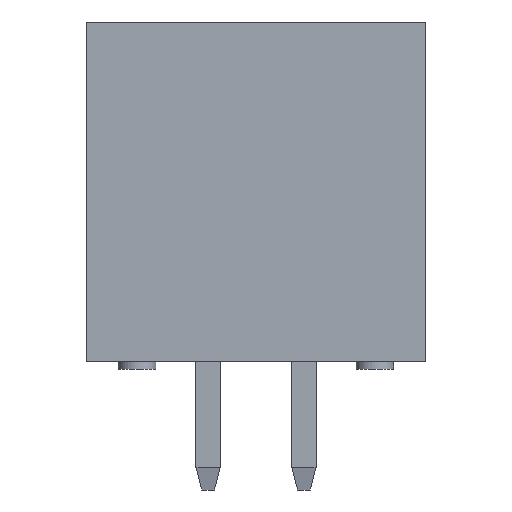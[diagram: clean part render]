
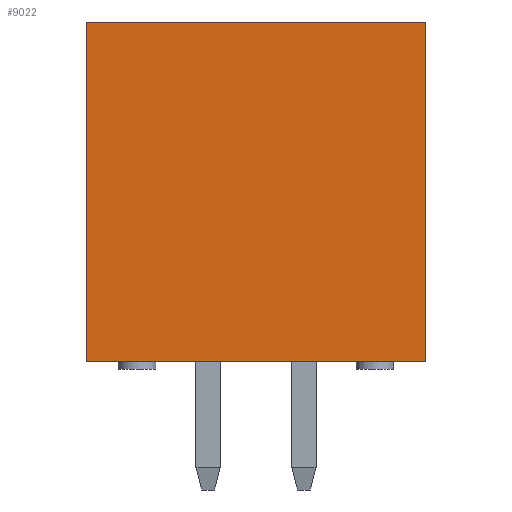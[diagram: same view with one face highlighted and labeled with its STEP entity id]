
A CAD part, left-side view. The second image highlights one B-rep face of the part: STEP entity #9022.
In plain terms, the highlighted planar face has unit normal (-1, 0, 0).
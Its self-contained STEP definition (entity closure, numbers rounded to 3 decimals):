
#8170 = PLANE('',#8171);
#8171 = AXIS2_PLACEMENT_3D('',#8172,#8173,#8174);
#8172 = CARTESIAN_POINT('',(-10.2,-4.5,9.2));
#8173 = DIRECTION('',(0.,0.,1.));
#8174 = DIRECTION('',(1.,0.,0.));
#8210 = PLANE('',#8211);
#8211 = AXIS2_PLACEMENT_3D('',#8212,#8213,#8214);
#8212 = CARTESIAN_POINT('',(-10.2,-4.5,0.2));
#8213 = DIRECTION('',(0.,1.,0.));
#8214 = DIRECTION('',(0.,0.,1.));
#8251 = VERTEX_POINT('',#8252);
#8252 = CARTESIAN_POINT('',(-10.2,4.5,9.2));
#8266 = PLANE('',#8267);
#8267 = AXIS2_PLACEMENT_3D('',#8268,#8269,#8270);
#8268 = CARTESIAN_POINT('',(-10.2,4.5,0.2));
#8269 = DIRECTION('',(0.,1.,0.));
#8270 = DIRECTION('',(0.,0.,1.));
#8278 = EDGE_CURVE('',#8279,#8251,#8281,.T.);
#8279 = VERTEX_POINT('',#8280);
#8280 = CARTESIAN_POINT('',(-10.2,-4.5,9.2));
#8281 = SURFACE_CURVE('',#8282,(#8286,#8293),.PCURVE_S1.);
#8282 = LINE('',#8283,#8284);
#8283 = CARTESIAN_POINT('',(-10.2,-4.5,9.2));
#8284 = VECTOR('',#8285,1.);
#8285 = DIRECTION('',(0.,1.,0.));
#8286 = PCURVE('',#8170,#8287);
#8287 = DEFINITIONAL_REPRESENTATION('',(#8288),#8292);
#8288 = LINE('',#8289,#8290);
#8289 = CARTESIAN_POINT('',(0.,0.));
#8290 = VECTOR('',#8291,1.);
#8291 = DIRECTION('',(0.,1.));
#8292 = ( GEOMETRIC_REPRESENTATION_CONTEXT(2) 
PARAMETRIC_REPRESENTATION_CONTEXT() REPRESENTATION_CONTEXT('2D SPACE',''
  ) );
#8293 = PCURVE('',#8294,#8299);
#8294 = PLANE('',#8295);
#8295 = AXIS2_PLACEMENT_3D('',#8296,#8297,#8298);
#8296 = CARTESIAN_POINT('',(-10.2,-4.5,0.2));
#8297 = DIRECTION('',(1.,0.,0.));
#8298 = DIRECTION('',(0.,0.,1.));
#8299 = DEFINITIONAL_REPRESENTATION('',(#8300),#8304);
#8300 = LINE('',#8301,#8302);
#8301 = CARTESIAN_POINT('',(9.,0.));
#8302 = VECTOR('',#8303,1.);
#8303 = DIRECTION('',(0.,-1.));
#8304 = ( GEOMETRIC_REPRESENTATION_CONTEXT(2) 
PARAMETRIC_REPRESENTATION_CONTEXT() REPRESENTATION_CONTEXT('2D SPACE',''
  ) );
#8671 = VERTEX_POINT('',#8672);
#8672 = CARTESIAN_POINT('',(-10.2,-4.5,0.2));
#8686 = PLANE('',#8687);
#8687 = AXIS2_PLACEMENT_3D('',#8688,#8689,#8690);
#8688 = CARTESIAN_POINT('',(-10.2,-4.5,0.2));
#8689 = DIRECTION('',(0.,0.,1.));
#8690 = DIRECTION('',(1.,0.,0.));
#8698 = EDGE_CURVE('',#8671,#8279,#8699,.T.);
#8699 = SURFACE_CURVE('',#8700,(#8704,#8711),.PCURVE_S1.);
#8700 = LINE('',#8701,#8702);
#8701 = CARTESIAN_POINT('',(-10.2,-4.5,0.2));
#8702 = VECTOR('',#8703,1.);
#8703 = DIRECTION('',(0.,0.,1.));
#8704 = PCURVE('',#8210,#8705);
#8705 = DEFINITIONAL_REPRESENTATION('',(#8706),#8710);
#8706 = LINE('',#8707,#8708);
#8707 = CARTESIAN_POINT('',(0.,0.));
#8708 = VECTOR('',#8709,1.);
#8709 = DIRECTION('',(1.,0.));
#8710 = ( GEOMETRIC_REPRESENTATION_CONTEXT(2) 
PARAMETRIC_REPRESENTATION_CONTEXT() REPRESENTATION_CONTEXT('2D SPACE',''
  ) );
#8711 = PCURVE('',#8294,#8712);
#8712 = DEFINITIONAL_REPRESENTATION('',(#8713),#8717);
#8713 = LINE('',#8714,#8715);
#8714 = CARTESIAN_POINT('',(0.,0.));
#8715 = VECTOR('',#8716,1.);
#8716 = DIRECTION('',(1.,0.));
#8717 = ( GEOMETRIC_REPRESENTATION_CONTEXT(2) 
PARAMETRIC_REPRESENTATION_CONTEXT() REPRESENTATION_CONTEXT('2D SPACE',''
  ) );
#8924 = VERTEX_POINT('',#8925);
#8925 = CARTESIAN_POINT('',(-10.2,4.5,0.2));
#8946 = EDGE_CURVE('',#8924,#8251,#8947,.T.);
#8947 = SURFACE_CURVE('',#8948,(#8952,#8959),.PCURVE_S1.);
#8948 = LINE('',#8949,#8950);
#8949 = CARTESIAN_POINT('',(-10.2,4.5,0.2));
#8950 = VECTOR('',#8951,1.);
#8951 = DIRECTION('',(0.,0.,1.));
#8952 = PCURVE('',#8266,#8953);
#8953 = DEFINITIONAL_REPRESENTATION('',(#8954),#8958);
#8954 = LINE('',#8955,#8956);
#8955 = CARTESIAN_POINT('',(0.,0.));
#8956 = VECTOR('',#8957,1.);
#8957 = DIRECTION('',(1.,0.));
#8958 = ( GEOMETRIC_REPRESENTATION_CONTEXT(2) 
PARAMETRIC_REPRESENTATION_CONTEXT() REPRESENTATION_CONTEXT('2D SPACE',''
  ) );
#8959 = PCURVE('',#8294,#8960);
#8960 = DEFINITIONAL_REPRESENTATION('',(#8961),#8965);
#8961 = LINE('',#8962,#8963);
#8962 = CARTESIAN_POINT('',(0.,-9.));
#8963 = VECTOR('',#8964,1.);
#8964 = DIRECTION('',(1.,0.));
#8965 = ( GEOMETRIC_REPRESENTATION_CONTEXT(2) 
PARAMETRIC_REPRESENTATION_CONTEXT() REPRESENTATION_CONTEXT('2D SPACE',''
  ) );
#9022 = ADVANCED_FACE('',(#9023),#8294,.F.);
#9023 = FACE_BOUND('',#9024,.F.);
#9024 = EDGE_LOOP('',(#9025,#9026,#9047,#9048));
#9025 = ORIENTED_EDGE('',*,*,#8698,.F.);
#9026 = ORIENTED_EDGE('',*,*,#9027,.T.);
#9027 = EDGE_CURVE('',#8671,#8924,#9028,.T.);
#9028 = SURFACE_CURVE('',#9029,(#9033,#9040),.PCURVE_S1.);
#9029 = LINE('',#9030,#9031);
#9030 = CARTESIAN_POINT('',(-10.2,-4.5,0.2));
#9031 = VECTOR('',#9032,1.);
#9032 = DIRECTION('',(0.,1.,0.));
#9033 = PCURVE('',#8294,#9034);
#9034 = DEFINITIONAL_REPRESENTATION('',(#9035),#9039);
#9035 = LINE('',#9036,#9037);
#9036 = CARTESIAN_POINT('',(0.,0.));
#9037 = VECTOR('',#9038,1.);
#9038 = DIRECTION('',(0.,-1.));
#9039 = ( GEOMETRIC_REPRESENTATION_CONTEXT(2) 
PARAMETRIC_REPRESENTATION_CONTEXT() REPRESENTATION_CONTEXT('2D SPACE',''
  ) );
#9040 = PCURVE('',#8686,#9041);
#9041 = DEFINITIONAL_REPRESENTATION('',(#9042),#9046);
#9042 = LINE('',#9043,#9044);
#9043 = CARTESIAN_POINT('',(0.,0.));
#9044 = VECTOR('',#9045,1.);
#9045 = DIRECTION('',(0.,1.));
#9046 = ( GEOMETRIC_REPRESENTATION_CONTEXT(2) 
PARAMETRIC_REPRESENTATION_CONTEXT() REPRESENTATION_CONTEXT('2D SPACE',''
  ) );
#9047 = ORIENTED_EDGE('',*,*,#8946,.T.);
#9048 = ORIENTED_EDGE('',*,*,#8278,.F.);
